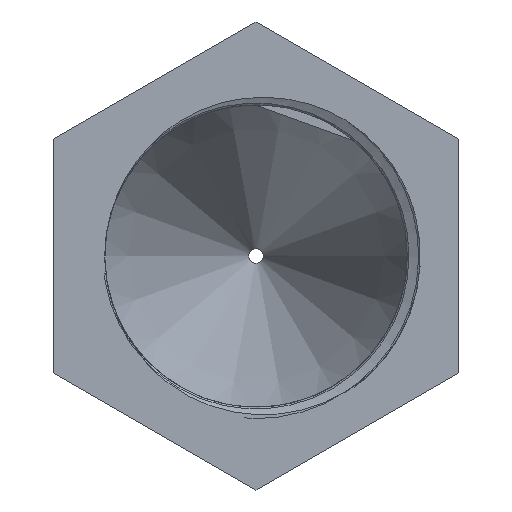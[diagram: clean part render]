
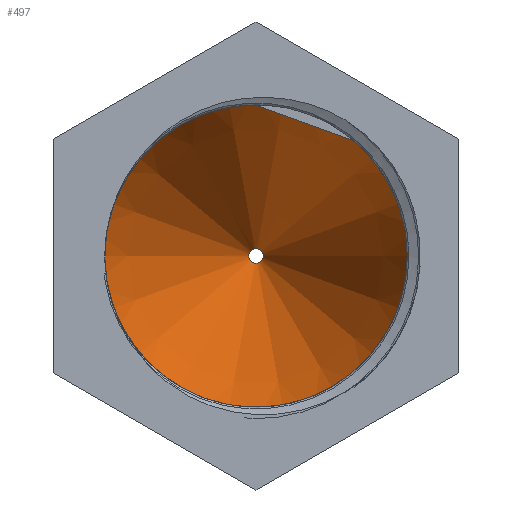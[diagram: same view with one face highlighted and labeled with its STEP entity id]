
A CAD part, front view. The second image highlights one B-rep face of the part: STEP entity #497.
In plain terms, the highlighted conical face has half-angle 22.109 degrees and reference radius 17 mm.
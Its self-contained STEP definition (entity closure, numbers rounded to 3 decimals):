
#40=CONICAL_SURFACE('',#544,17.,0.386);
#46=FACE_OUTER_BOUND('',#77,.T.);
#77=EDGE_LOOP('',(#352,#353,#354,#355));
#109=CIRCLE('',#545,17.);
#110=CIRCLE('',#546,0.75);
#154=LINE('',#837,#186);
#186=VECTOR('',#601,17.);
#226=VERTEX_POINT('',#834);
#227=VERTEX_POINT('',#836);
#275=EDGE_CURVE('',#226,#226,#109,.T.);
#276=EDGE_CURVE('',#226,#227,#154,.T.);
#277=EDGE_CURVE('',#227,#227,#110,.T.);
#352=ORIENTED_EDGE('',*,*,#275,.F.);
#353=ORIENTED_EDGE('',*,*,#276,.T.);
#354=ORIENTED_EDGE('',*,*,#277,.F.);
#355=ORIENTED_EDGE('',*,*,#276,.F.);
#497=ADVANCED_FACE('',(#46),#40,.F.);
#544=AXIS2_PLACEMENT_3D('',#833,#597,#598);
#545=AXIS2_PLACEMENT_3D('',#835,#599,#600);
#546=AXIS2_PLACEMENT_3D('',#838,#602,#603);
#597=DIRECTION('center_axis',(0.,-1.,0.));
#598=DIRECTION('ref_axis',(-1.,0.,0.));
#599=DIRECTION('center_axis',(0.,1.,0.));
#600=DIRECTION('ref_axis',(-1.,0.,0.));
#601=DIRECTION('',(-0.376,0.926,0.));
#602=DIRECTION('center_axis',(0.,-1.,0.));
#603=DIRECTION('ref_axis',(-1.,0.,0.));
#833=CARTESIAN_POINT('Origin',(0.,20.,0.));
#834=CARTESIAN_POINT('',(17.,20.,0.));
#835=CARTESIAN_POINT('Origin',(0.,20.,0.));
#836=CARTESIAN_POINT('',(0.75,60.,0.));
#837=CARTESIAN_POINT('',(17.,20.,0.));
#838=CARTESIAN_POINT('Origin',(0.,60.,0.));
